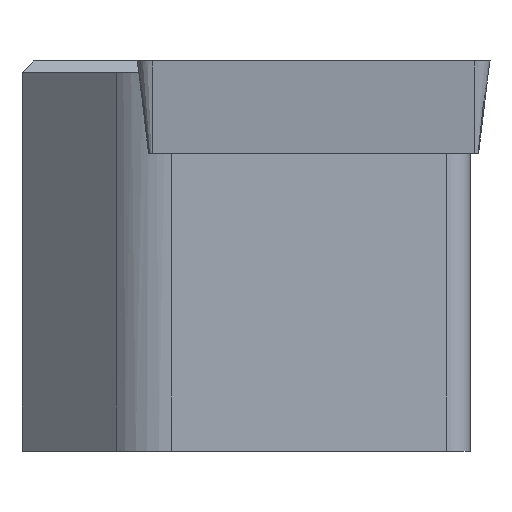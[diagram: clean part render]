
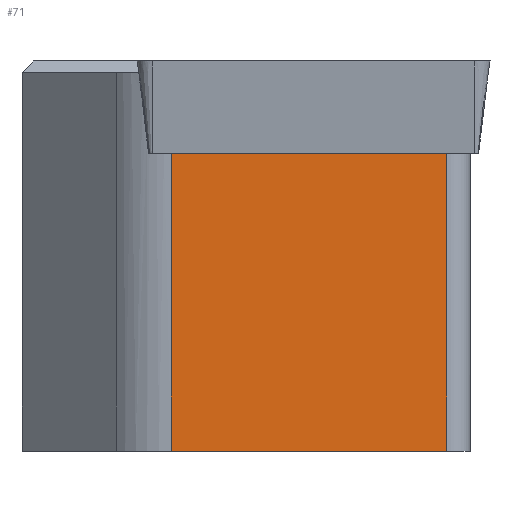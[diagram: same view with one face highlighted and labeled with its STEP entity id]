
A CAD part, left-side view. The second image highlights one B-rep face of the part: STEP entity #71.
In plain terms, the highlighted planar face has unit normal (-1, 0, 0).
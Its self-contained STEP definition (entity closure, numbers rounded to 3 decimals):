
#71=ADVANCED_FACE('',(#134),#104,.F.);
#104=PLANE('',#631);
#134=FACE_OUTER_BOUND('',#168,.T.);
#168=EDGE_LOOP('',(#404,#405,#406,#407));
#188=LINE('',#832,#253);
#228=LINE('',#918,#293);
#229=LINE('',#920,#294);
#230=LINE('',#922,#295);
#253=VECTOR('',#665,1.);
#293=VECTOR('',#749,1.);
#294=VECTOR('',#752,1.);
#295=VECTOR('',#753,1.);
#404=ORIENTED_EDGE('',*,*,#567,.T.);
#405=ORIENTED_EDGE('',*,*,#568,.T.);
#406=ORIENTED_EDGE('',*,*,#569,.F.);
#407=ORIENTED_EDGE('',*,*,#524,.F.);
#468=VERTEX_POINT('',#816);
#476=VERTEX_POINT('',#831);
#500=VERTEX_POINT('',#917);
#501=VERTEX_POINT('',#921);
#524=EDGE_CURVE('',#476,#468,#188,.T.);
#567=EDGE_CURVE('',#476,#500,#228,.T.);
#568=EDGE_CURVE('',#500,#501,#229,.T.);
#569=EDGE_CURVE('',#468,#501,#230,.T.);
#631=AXIS2_PLACEMENT_3D('',#923,#754,#755);
#665=DIRECTION('',(0.,1.,0.));
#749=DIRECTION('',(0.,0.,1.));
#752=DIRECTION('',(0.,1.,0.));
#753=DIRECTION('',(0.,0.,1.));
#754=DIRECTION('',(1.,0.,0.));
#755=DIRECTION('',(0.,1.,0.));
#816=CARTESIAN_POINT('',(0.392,-3.826,-10.));
#831=CARTESIAN_POINT('',(0.392,-10.891,-10.));
#832=CARTESIAN_POINT('',(0.392,-10.891,-10.));
#917=CARTESIAN_POINT('',(0.392,-10.891,-2.38));
#918=CARTESIAN_POINT('',(0.392,-10.891,-30.));
#920=CARTESIAN_POINT('',(0.392,-10.891,-2.38));
#921=CARTESIAN_POINT('',(0.392,-3.826,-2.38));
#922=CARTESIAN_POINT('',(0.392,-3.826,-30.));
#923=CARTESIAN_POINT('',(0.392,-10.891,-30.));
